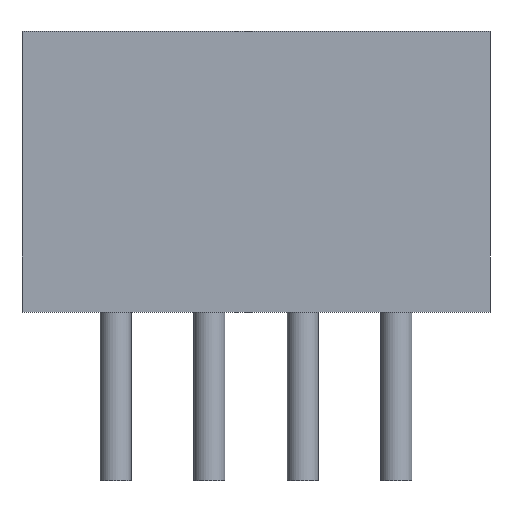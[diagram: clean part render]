
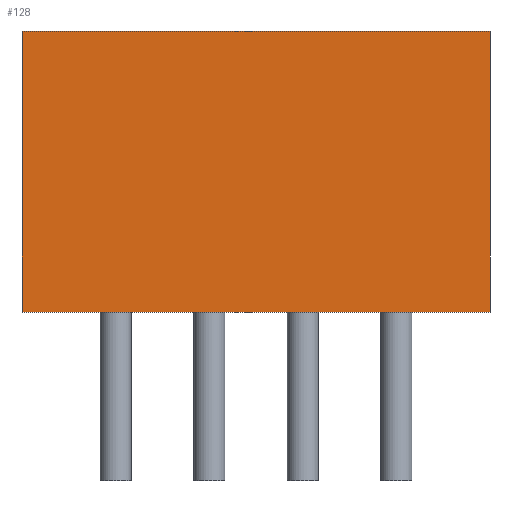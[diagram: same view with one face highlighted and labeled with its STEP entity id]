
A CAD part, front view. The second image highlights one B-rep face of the part: STEP entity #128.
In plain terms, the highlighted planar face has unit normal (0, -1, 0).
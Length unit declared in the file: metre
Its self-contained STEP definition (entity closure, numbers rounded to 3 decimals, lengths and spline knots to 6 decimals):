
#128 = ADVANCED_FACE( '', ( #257 ), #258, .T. );
#257 = FACE_OUTER_BOUND( '', #390, .T. );
#258 = PLANE( '', #391 );
#390 = EDGE_LOOP( '', ( #623, #624, #625, #626 ) );
#391 = AXIS2_PLACEMENT_3D( '', #627, #628, #629 );
#623 = ORIENTED_EDGE( '', *, *, #780, .F. );
#624 = ORIENTED_EDGE( '', *, *, #772, .F. );
#625 = ORIENTED_EDGE( '', *, *, #714, .T. );
#626 = ORIENTED_EDGE( '', *, *, #723, .T. );
#627 = CARTESIAN_POINT( '', ( 0., -0.00175, 0.0045 ) );
#628 = DIRECTION( '', ( 0., -1., 0. ) );
#629 = DIRECTION( '', ( 0., 0., -1. ) );
#714 = EDGE_CURVE( '', #834, #832, #835, .T. );
#723 = EDGE_CURVE( '', #832, #848, #850, .T. );
#772 = EDGE_CURVE( '', #834, #920, #921, .T. );
#780 = EDGE_CURVE( '', #920, #848, #929, .T. );
#832 = VERTEX_POINT( '', #996 );
#834 = VERTEX_POINT( '', #999 );
#835 = LINE( '', #1000, #1001 );
#848 = VERTEX_POINT( '', #1020 );
#850 = LINE( '', #1023, #1024 );
#920 = VERTEX_POINT( '', #1119 );
#921 = LINE( '', #1120, #1121 );
#929 = LINE( '', #1132, #1133 );
#996 = CARTESIAN_POINT( '', ( -0.00375, -0.00175, 0.0045 ) );
#999 = CARTESIAN_POINT( '', ( 0.00375, -0.00175, 0.0045 ) );
#1000 = CARTESIAN_POINT( '', ( 0., -0.00175, 0.0045 ) );
#1001 = VECTOR( '', #1172, 1. );
#1020 = CARTESIAN_POINT( '', ( -0.00375, -0.00175, 0. ) );
#1023 = CARTESIAN_POINT( '', ( -0.00375, -0.00175, 0.0045 ) );
#1024 = VECTOR( '', #1180, 1. );
#1119 = CARTESIAN_POINT( '', ( 0.00375, -0.00175, 0. ) );
#1120 = CARTESIAN_POINT( '', ( 0.00375, -0.00175, 0.0045 ) );
#1121 = VECTOR( '', #1230, 1. );
#1132 = CARTESIAN_POINT( '', ( 0., -0.00175, 0. ) );
#1133 = VECTOR( '', #1234, 1. );
#1172 = DIRECTION( '', ( -1., 0., 0. ) );
#1180 = DIRECTION( '', ( 0., 0., -1. ) );
#1230 = DIRECTION( '', ( 0., 0., -1. ) );
#1234 = DIRECTION( '', ( -1., 0., 0. ) );
